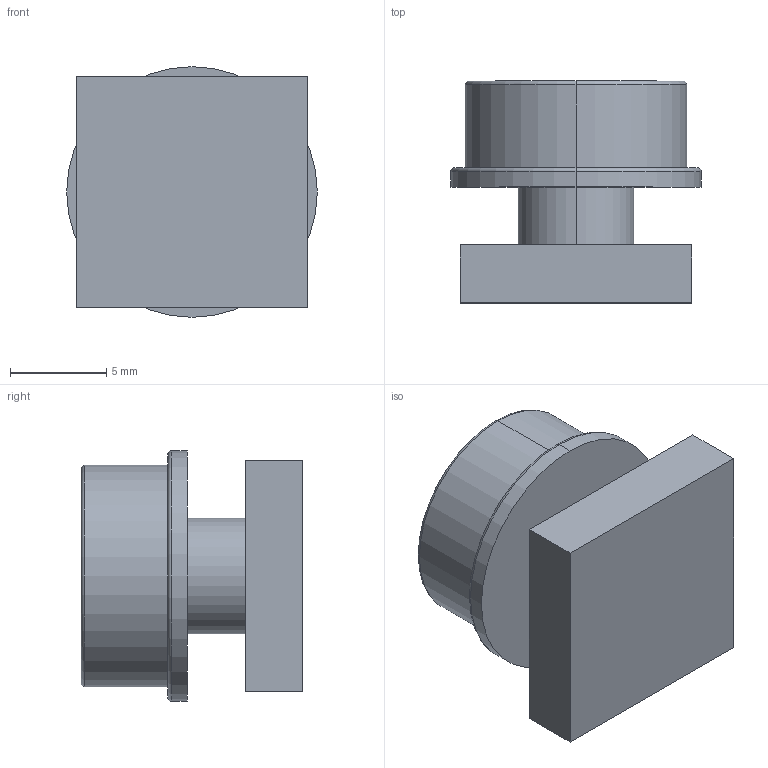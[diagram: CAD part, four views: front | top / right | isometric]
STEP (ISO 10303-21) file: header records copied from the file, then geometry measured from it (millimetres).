
FILE_DESCRIPTION (( 'STEP AP214' ), '1' );
FILE_NAME ('Switch PCB.STEP', '2019-10-26T17:47:01', ( '' ), ( '' ), 'SwSTEP 2.0', 'SolidWorks 2013', '' );
FILE_SCHEMA (( 'AUTOMOTIVE_DESIGN' ));
Length unit declared in the file: millimetre
Products named in the file (1): Switch PCB
Bounding box: 13 x 11.5 x 13 mm (x, y, z)
Volume: 1116.3 mm3; surface area: 894.2 mm2
Topology: 1 solids, 1 shells, 19 faces, 38 edges, 24 vertices
Faces by surface type: plane 9, cylinder 6, torus 4
Entity records: 743 total; most frequent: DIRECTION 98, CARTESIAN_POINT 82, ORIENTED_EDGE 76, AXIS2_PLACEMENT_3D 40, EDGE_CURVE 38, VERTEX_POINT 24, EDGE_LOOP 22, UNCERTAINTY_MEASURE_WITH_UNIT 22
